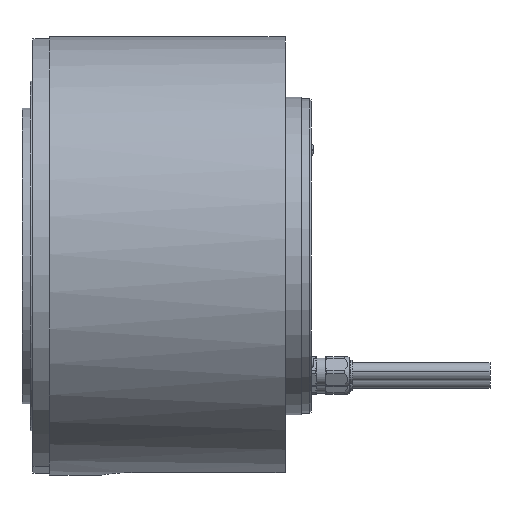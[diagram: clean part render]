
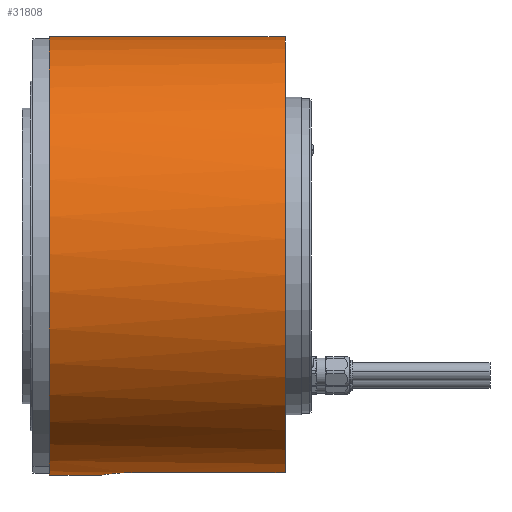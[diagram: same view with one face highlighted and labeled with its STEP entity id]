
A CAD part, left-side view. The second image highlights one B-rep face of the part: STEP entity #31808.
In plain terms, the highlighted cylindrical face has radius 80 mm (diameter 160 mm), a partial arc.
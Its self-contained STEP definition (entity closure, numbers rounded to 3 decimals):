
#22511 = CARTESIAN_POINT ( 'NONE',  ( 0., 0., 80. ) ) ;
#22588 = CARTESIAN_POINT ( 'NONE',  ( 0., -18.5, -80. ) ) ;
#22591 = DIRECTION ( 'NONE',  ( 0., 1., 0. ) ) ;
#22592 = VECTOR ( 'NONE', #22591, 1000. ) ;
#22593 = CARTESIAN_POINT ( 'NONE',  ( 0., -95., -80. ) ) ;
#22594 = LINE ( 'NONE', #22593, #22592 ) ;
#22611 = CARTESIAN_POINT ( 'NONE',  ( 0., -0.2, -80. ) ) ;
#22613 = DIRECTION ( 'NONE',  ( 0., 1., 0. ) ) ;
#22614 = VECTOR ( 'NONE', #22613, 1000. ) ;
#22615 = CARTESIAN_POINT ( 'NONE',  ( 0., -95., 80. ) ) ;
#22616 = LINE ( 'NONE', #22615, #22614 ) ;
#22956 = AXIS2_PLACEMENT_3D ( 'NONE', #22974, #23018, #23017 ) ;
#22960 = FACE_OUTER_BOUND ( 'NONE', #31759, .T. ) ;
#22974 = CARTESIAN_POINT ( 'NONE',  ( 0., -95., 0. ) ) ;
#23002 = DIRECTION ( 'NONE',  ( 0., -1., 0. ) ) ;
#23003 = VECTOR ( 'NONE', #23002, 1000. ) ;
#23005 = CARTESIAN_POINT ( 'NONE',  ( -12.5, -95., -79.017 ) ) ;
#23010 = CARTESIAN_POINT ( 'NONE',  ( -12.5, -86., -79.017 ) ) ;
#23012 = CARTESIAN_POINT ( 'NONE',  ( -12.5, -31., -79.017 ) ) ;
#23013 = LINE ( 'NONE', #23005, #23003 ) ;
#23017 = DIRECTION ( 'NONE',  ( 0., 0., 1. ) ) ;
#23018 = DIRECTION ( 'NONE',  ( 0., 1., 0. ) ) ;
#23023 = CYLINDRICAL_SURFACE ( 'NONE', #22956, 80. ) ;
#23024 = CARTESIAN_POINT ( 'NONE',  ( -1.25, 0., -79.99 ) ) ;
#23025 = CARTESIAN_POINT ( 'NONE',  ( -1.638, -18.601, -79.984 ) ) ;
#23026 = CARTESIAN_POINT ( 'NONE',  ( -0.817, -18.52, -79.997 ) ) ;
#23027 = CARTESIAN_POINT ( 'NONE',  ( -0.408, -18.5, -80. ) ) ;
#23028 = CARTESIAN_POINT ( 'NONE',  ( 0., -18.5, -80. ) ) ;
#23029 = B_SPLINE_CURVE_WITH_KNOTS ( 'NONE', 3,
 ( #23028, #23027, #23026, #23025, #23084, #23083, #23082, #23081, #23080, #23079, #23078, #23077, #23076, #23075, #23074, #23073, #23072, #23071, #23070, #23069, #23068, #23067, #23066, #23065, #23064, #23063 ),
 .UNSPECIFIED., .F., .F.,
 ( 4, 2, 2, 2, 2, 2, 2, 2, 2, 2, 2, 2, 4 ),
 ( 0.02, 0.021, 0.022, 0.024, 0.026, 0.027, 0.029, 0.032, 0.033, 0.034, 0.037, 0.038, 0.039 ),
 .UNSPECIFIED. ) ;
#23063 = CARTESIAN_POINT ( 'NONE',  ( -12.5, -31., -79.017 ) ) ;
#23064 = CARTESIAN_POINT ( 'NONE',  ( -12.5, -30.587, -79.017 ) ) ;
#23065 = CARTESIAN_POINT ( 'NONE',  ( -12.48, -30.175, -79.021 ) ) ;
#23066 = CARTESIAN_POINT ( 'NONE',  ( -12.398, -29.353, -79.034 ) ) ;
#23067 = CARTESIAN_POINT ( 'NONE',  ( -12.337, -28.945, -79.043 ) ) ;
#23068 = CARTESIAN_POINT ( 'NONE',  ( -12.096, -27.743, -79.08 ) ) ;
#23069 = CARTESIAN_POINT ( 'NONE',  ( -11.859, -26.964, -79.117 ) ) ;
#23070 = CARTESIAN_POINT ( 'NONE',  ( -11.388, -25.831, -79.185 ) ) ;
#23071 = CARTESIAN_POINT ( 'NONE',  ( -11.211, -25.457, -79.211 ) ) ;
#23072 = CARTESIAN_POINT ( 'NONE',  ( -10.824, -24.734, -79.265 ) ) ;
#23073 = CARTESIAN_POINT ( 'NONE',  ( -10.613, -24.384, -79.293 ) ) ;
#23074 = CARTESIAN_POINT ( 'NONE',  ( -9.935, -23.371, -79.382 ) ) ;
#23075 = CARTESIAN_POINT ( 'NONE',  ( -9.419, -22.741, -79.446 ) ) ;
#23076 = CARTESIAN_POINT ( 'NONE',  ( -8.255, -21.577, -79.575 ) ) ;
#23077 = CARTESIAN_POINT ( 'NONE',  ( -7.623, -21.06, -79.639 ) ) ;
#23078 = CARTESIAN_POINT ( 'NONE',  ( -6.609, -20.382, -79.727 ) ) ;
#23079 = CARTESIAN_POINT ( 'NONE',  ( -6.259, -20.172, -79.756 ) ) ;
#23080 = CARTESIAN_POINT ( 'NONE',  ( -5.537, -19.786, -79.809 ) ) ;
#23081 = CARTESIAN_POINT ( 'NONE',  ( -5.163, -19.609, -79.834 ) ) ;
#23082 = CARTESIAN_POINT ( 'NONE',  ( -4.027, -19.138, -79.902 ) ) ;
#23083 = CARTESIAN_POINT ( 'NONE',  ( -3.248, -18.902, -79.938 ) ) ;
#23084 = CARTESIAN_POINT ( 'NONE',  ( -2.046, -18.662, -79.975 ) ) ;
#23133 = CIRCLE ( 'NONE', #23178, 80. ) ;
#23143 = CIRCLE ( 'NONE', #23185, 80. ) ;
#23146 = AXIS2_PLACEMENT_3D ( 'NONE', #23176, #23164, #23163 ) ;
#23163 = DIRECTION ( 'NONE',  ( 0., 0., 1. ) ) ;
#23164 = DIRECTION ( 'NONE',  ( 0., 1., 0. ) ) ;
#23169 = DIRECTION ( 'NONE',  ( 0., 1., 0. ) ) ;
#23170 = VECTOR ( 'NONE', #23169, 1000. ) ;
#23171 = CARTESIAN_POINT ( 'NONE',  ( -1.25, -0.2, -79.99 ) ) ;
#23172 = CIRCLE ( 'NONE', #23146, 80. ) ;
#23173 = DIRECTION ( 'NONE',  ( 0., 0., 1. ) ) ;
#23174 = DIRECTION ( 'NONE',  ( 0., 1., 0. ) ) ;
#23175 = CARTESIAN_POINT ( 'NONE',  ( 0., 0., 0. ) ) ;
#23176 = CARTESIAN_POINT ( 'NONE',  ( 0., -0.2, 0. ) ) ;
#23177 = DIRECTION ( 'NONE',  ( 0., 0., -1. ) ) ;
#23178 = AXIS2_PLACEMENT_3D ( 'NONE', #23181, #23183, #23177 ) ;
#23180 = LINE ( 'NONE', #23171, #23170 ) ;
#23181 = CARTESIAN_POINT ( 'NONE',  ( 0., -86., 0. ) ) ;
#23182 = CARTESIAN_POINT ( 'NONE',  ( -1.25, -0.2, -79.99 ) ) ;
#23183 = DIRECTION ( 'NONE',  ( 0., -1., 0. ) ) ;
#23185 = AXIS2_PLACEMENT_3D ( 'NONE', #23175, #23174, #23173 ) ;
#31495 = VERTEX_POINT ( 'NONE', #22511 ) ;
#31502 = EDGE_CURVE ( 'NONE', #41610, #31495, #22616, .T. ) ;
#31509 = VERTEX_POINT ( 'NONE', #22611 ) ;
#31512 = VERTEX_POINT ( 'NONE', #22588 ) ;
#31520 = EDGE_CURVE ( 'NONE', #31512, #31509, #22594, .T. ) ;
#31759 = EDGE_LOOP ( 'NONE', ( #31814, #31817, #31821, #31855, #31904, #31910, #31905, #31919 ) ) ;
#31808 = ADVANCED_FACE ( 'NONE', ( #22960 ), #23023, .T. ) ;
#31811 = VERTEX_POINT ( 'NONE', #23010 ) ;
#31814 = ORIENTED_EDGE ( 'NONE', *, *, #31520, .F. ) ;
#31816 = VERTEX_POINT ( 'NONE', #23012 ) ;
#31817 = ORIENTED_EDGE ( 'NONE', *, *, #31842, .T. ) ;
#31818 = EDGE_CURVE ( 'NONE', #31816, #31811, #23013, .T. ) ;
#31819 = VERTEX_POINT ( 'NONE', #23024 ) ;
#31821 = ORIENTED_EDGE ( 'NONE', *, *, #31818, .T. ) ;
#31842 = EDGE_CURVE ( 'NONE', #31512, #31816, #23029, .T. ) ;
#31855 = ORIENTED_EDGE ( 'NONE', *, *, #31902, .F. ) ;
#31902 = EDGE_CURVE ( 'NONE', #41610, #31811, #23133, .T. ) ;
#31904 = ORIENTED_EDGE ( 'NONE', *, *, #31502, .T. ) ;
#31905 = ORIENTED_EDGE ( 'NONE', *, *, #31913, .F. ) ;
#31906 = VERTEX_POINT ( 'NONE', #23182 ) ;
#31908 = EDGE_CURVE ( 'NONE', #31819, #31495, #23143, .T. ) ;
#31910 = ORIENTED_EDGE ( 'NONE', *, *, #31908, .F. ) ;
#31913 = EDGE_CURVE ( 'NONE', #31906, #31819, #23180, .T. ) ;
#31917 = EDGE_CURVE ( 'NONE', #31509, #31906, #23172, .T. ) ;
#31919 = ORIENTED_EDGE ( 'NONE', *, *, #31917, .F. ) ;
#41610 = VERTEX_POINT ( 'NONE', #50922 ) ;
#50922 = CARTESIAN_POINT ( 'NONE',  ( 0., -86., 80. ) ) ;
